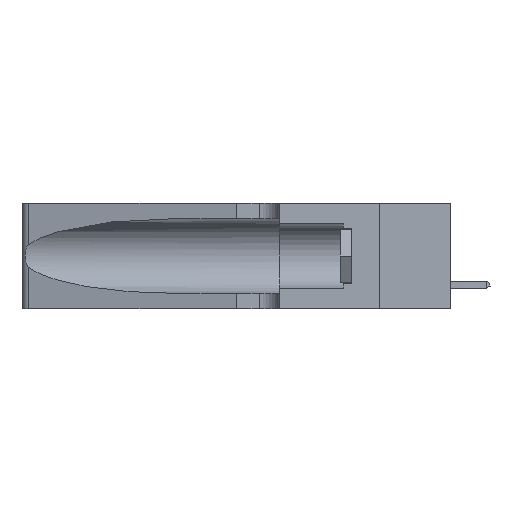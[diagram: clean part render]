
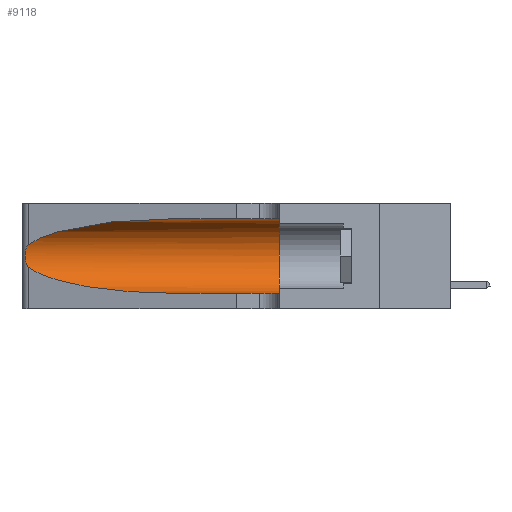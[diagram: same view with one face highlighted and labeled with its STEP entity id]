
A CAD part, left-side view. The second image highlights one B-rep face of the part: STEP entity #9118.
In plain terms, the highlighted cylindrical face has radius 3.308 mm (diameter 6.617 mm), a partial arc.
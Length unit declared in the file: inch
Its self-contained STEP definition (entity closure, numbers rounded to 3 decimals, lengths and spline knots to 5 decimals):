
#115 = LINE ( 'NONE', #3000, #36059 ) ;
#730 = CARTESIAN_POINT ( 'NONE',  ( 0.1305, 0.35, 0.31525 ) ) ;
#1196 =( BOUNDED_CURVE ( )  B_SPLINE_CURVE ( 3, ( #22064, #27598, #35981, #33299 ),
 .UNSPECIFIED., .F., .F. ) 
 B_SPLINE_CURVE_WITH_KNOTS ( ( 4, 4 ),
 ( 3.44316, 4.71239 ),
 .UNSPECIFIED. ) 
 CURVE ( )  GEOMETRIC_REPRESENTATION_ITEM ( )  RATIONAL_B_SPLINE_CURVE ( ( 1., 0.87, 0.87, 1. ) ) 
 REPRESENTATION_ITEM ( '' )  );
#1790 = ORIENTED_EDGE ( 'NONE', *, *, #30005, .T. ) ;
#2483 = EDGE_CURVE ( 'NONE', #32031, #6694, #35753, .T. ) ;
#2724 = CARTESIAN_POINT ( 'NONE',  ( 0.18966, 0.96281, 0.31525 ) ) ;
#3000 = CARTESIAN_POINT ( 'NONE',  ( 0.1305, 1.61858, 0.05475 ) ) ;
#4052 = LINE ( 'NONE', #31122, #34692 ) ;
#5424 = CARTESIAN_POINT ( 'NONE',  ( 0.25854, 1.2359, 0.20912 ) ) ;
#6694 = VERTEX_POINT ( 'NONE', #26743 ) ;
#7762 = ORIENTED_EDGE ( 'NONE', *, *, #7845, .T. ) ;
#7845 = EDGE_CURVE ( 'NONE', #20927, #32031, #22753, .T. ) ;
#8054 = VERTEX_POINT ( 'NONE', #730 ) ;
#8241 = CIRCLE ( 'NONE', #15873, 0.13025 ) ;
#8682 = CARTESIAN_POINT ( 'NONE',  ( 0.26017, 1.23833, 0.17102 ) ) ;
#9118 = ADVANCED_FACE ( 'NONE', ( #21962 ), #10961, .F. ) ;
#10961 = CYLINDRICAL_SURFACE ( 'NONE', #23613, 0.13025 ) ;
#11047 = CARTESIAN_POINT ( 'NONE',  ( 0.25789, 1.23486, 0.15765 ) ) ;
#11273 = CARTESIAN_POINT ( 'NONE',  ( 0.25639, 1.23186, 0.15144 ) ) ;
#11397 = CARTESIAN_POINT ( 'NONE',  ( 0.25639, 1.23184, 0.21858 ) ) ;
#13888 = CARTESIAN_POINT ( 'NONE',  ( 0.25487, 1.22718, 0.22369 ) ) ;
#14119 = CARTESIAN_POINT ( 'NONE',  ( 0.25487, 1.22718, 0.14631 ) ) ;
#15873 = AXIS2_PLACEMENT_3D ( 'NONE', #20068, #23181, #17249 ) ;
#16528 = CARTESIAN_POINT ( 'NONE',  ( 0.1305, 0.35, 0.05475 ) ) ;
#17249 = DIRECTION ( 'NONE',  ( 0., 0., 1. ) ) ;
#18314 = DIRECTION ( 'NONE',  ( 0., -1., 0. ) ) ;
#19464 = CARTESIAN_POINT ( 'NONE',  ( 0.1305, 0.72297, 0.31525 ) ) ;
#19485 = CARTESIAN_POINT ( 'NONE',  ( 0.25856, 1.23593, 0.16098 ) ) ;
#20068 = CARTESIAN_POINT ( 'NONE',  ( 0.1305, 0.35, 0.185 ) ) ;
#20676 = VERTEX_POINT ( 'NONE', #16528 ) ;
#20927 = VERTEX_POINT ( 'NONE', #24382 ) ;
#21962 = FACE_OUTER_BOUND ( 'NONE', #22047, .T. ) ;
#22047 = EDGE_LOOP ( 'NONE', ( #7762, #32770, #29716, #1790, #25987, #24988 ) ) ;
#22064 = CARTESIAN_POINT ( 'NONE',  ( 0.25487, 1.22718, 0.14631 ) ) ;
#22213 = CARTESIAN_POINT ( 'NONE',  ( 0.26075, 1.23896, 0.19203 ) ) ;
#22564 = CARTESIAN_POINT ( 'NONE',  ( 0.25787, 1.23484, 0.2124 ) ) ;
#22753 =( BOUNDED_CURVE ( )  B_SPLINE_CURVE ( 3, ( #19464, #2724, #25764, #25162 ),
 .UNSPECIFIED., .F., .F. ) 
 B_SPLINE_CURVE_WITH_KNOTS ( ( 4, 4 ),
 ( 1.5708, 2.84003 ),
 .UNSPECIFIED. ) 
 CURVE ( )  GEOMETRIC_REPRESENTATION_ITEM ( )  RATIONAL_B_SPLINE_CURVE ( ( 1., 0.87, 0.87, 1. ) ) 
 REPRESENTATION_ITEM ( '' )  );
#23181 = DIRECTION ( 'NONE',  ( 0., 1., 0. ) ) ;
#23613 = AXIS2_PLACEMENT_3D ( 'NONE', #25358, #18314, #34851 ) ;
#24382 = CARTESIAN_POINT ( 'NONE',  ( 0.1305, 0.72297, 0.31525 ) ) ;
#24988 = ORIENTED_EDGE ( 'NONE', *, *, #30772, .F. ) ;
#25162 = CARTESIAN_POINT ( 'NONE',  ( 0.25487, 1.22718, 0.22369 ) ) ;
#25176 = CARTESIAN_POINT ( 'NONE',  ( 0.25555, 1.22993, 0.14849 ) ) ;
#25358 = CARTESIAN_POINT ( 'NONE',  ( 0.1305, 1.61858, 0.185 ) ) ;
#25764 = CARTESIAN_POINT ( 'NONE',  ( 0.2373, 1.15595, 0.28018 ) ) ;
#25987 = ORIENTED_EDGE ( 'NONE', *, *, #32705, .F. ) ;
#26743 = CARTESIAN_POINT ( 'NONE',  ( 0.25487, 1.22718, 0.14631 ) ) ;
#27461 = CARTESIAN_POINT ( 'NONE',  ( 0.1305, 0.72297, 0.05475 ) ) ;
#27598 = CARTESIAN_POINT ( 'NONE',  ( 0.2373, 1.15595, 0.08982 ) ) ;
#27871 = CARTESIAN_POINT ( 'NONE',  ( 0.25555, 1.22994, 0.2215 ) ) ;
#27917 = DIRECTION ( 'NONE',  ( 0., -1., 0. ) ) ;
#29716 = ORIENTED_EDGE ( 'NONE', *, *, #34152, .T. ) ;
#30005 = EDGE_CURVE ( 'NONE', #33539, #20676, #115, .T. ) ;
#30772 = EDGE_CURVE ( 'NONE', #20927, #8054, #4052, .T. ) ;
#30787 = DIRECTION ( 'NONE',  ( 0., -1., 0. ) ) ;
#31122 = CARTESIAN_POINT ( 'NONE',  ( 0.1305, 1.61858, 0.31525 ) ) ;
#32031 = VERTEX_POINT ( 'NONE', #33835 ) ;
#32705 = EDGE_CURVE ( 'NONE', #8054, #20676, #8241, .T. ) ;
#32770 = ORIENTED_EDGE ( 'NONE', *, *, #2483, .T. ) ;
#33299 = CARTESIAN_POINT ( 'NONE',  ( 0.1305, 0.72297, 0.05475 ) ) ;
#33345 = CARTESIAN_POINT ( 'NONE',  ( 0.26018, 1.23835, 0.19895 ) ) ;
#33539 = VERTEX_POINT ( 'NONE', #27461 ) ;
#33835 = CARTESIAN_POINT ( 'NONE',  ( 0.25487, 1.22718, 0.22369 ) ) ;
#34152 = EDGE_CURVE ( 'NONE', #6694, #33539, #1196, .T. ) ;
#34692 = VECTOR ( 'NONE', #30787, 39.37008 ) ;
#34851 = DIRECTION ( 'NONE',  ( 0., 0., -1. ) ) ;
#35753 = B_SPLINE_CURVE_WITH_KNOTS ( 'NONE', 3,
 ( #13888, #27871, #11397, #22564, #5424, #33345, #22213, #36143, #8682, #19485, #11047, #11273, #25176, #14119 ),
 .UNSPECIFIED., .F., .F.,
 ( 4, 2, 2, 2, 2, 2, 4 ),
 ( 0., 0.00027, 0.00053, 0.00107, 0.0016, 0.00187, 0.00214 ),
 .UNSPECIFIED. ) ;
#35981 = CARTESIAN_POINT ( 'NONE',  ( 0.18966, 0.96281, 0.05475 ) ) ;
#36059 = VECTOR ( 'NONE', #27917, 39.37008 ) ;
#36143 = CARTESIAN_POINT ( 'NONE',  ( 0.26075, 1.23896, 0.178 ) ) ;
